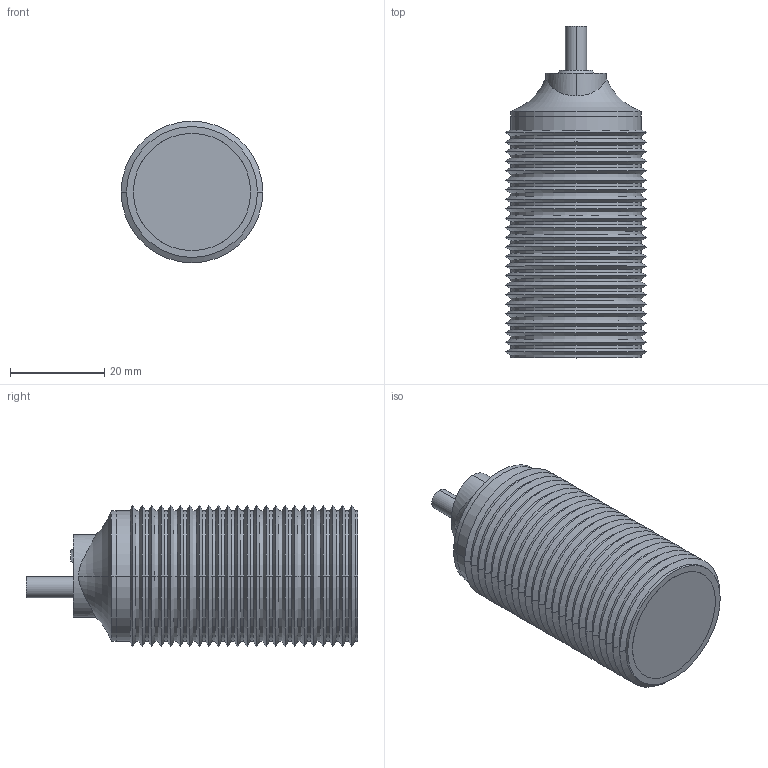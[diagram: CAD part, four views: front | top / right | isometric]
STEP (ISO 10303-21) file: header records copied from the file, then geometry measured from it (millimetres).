
FILE_DESCRIPTION(('STEP AP214'),'1');
FILE_NAME('cctmp_6660209B-155E-4050-99DE-AD504441D066_2020_11_4_13_0_38_970..stp','2020-11-04T12:00:39',('Pepperl+Fuchs GmbH'),('CADClick - www.CADClick.com'),'Spatial InterOp 3D',' ','unknown authorization');
FILE_SCHEMA(('AUTOMOTIVE_DESIGN { 1 0 10303 214 1 1 1 1 }'));
Length unit declared in the file: millimetre
Products named in the file (1): 2020_11_04__13-00-38-969
Bounding box: 30 x 70.31 x 30 mm (x, y, z)
Volume: 35117.7 mm3; surface area: 9632.4 mm2
Topology: 1 solids, 2 shells, 178 faces, 365 edges, 195 vertices
Faces by surface type: cone 103, cylinder 57, plane 14, torus 2, bspline 2
Entity records: 6196 total; most frequent: CARTESIAN_POINT 968, DIRECTION 883, ORIENTED_EDGE 724, EDGE_CURVE 362, AXIS2_PLACEMENT_3D 359, VERTEX_POINT 195, EDGE_LOOP 185, CIRCLE 180
